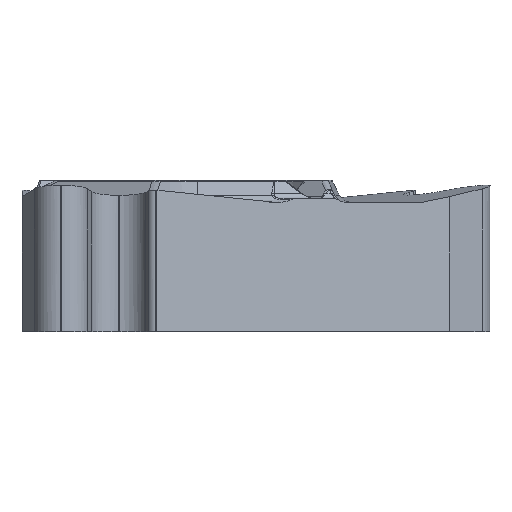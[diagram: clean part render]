
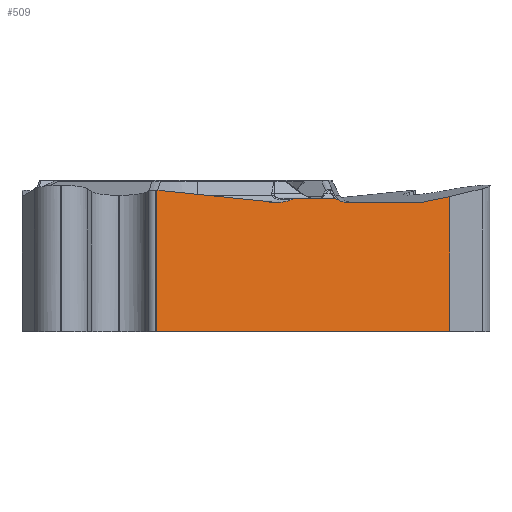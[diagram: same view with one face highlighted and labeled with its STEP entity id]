
A CAD part, front view. The second image highlights one B-rep face of the part: STEP entity #509.
In plain terms, the highlighted planar face has unit normal (0.5, -0.866, 0).
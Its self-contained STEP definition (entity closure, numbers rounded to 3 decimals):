
#220=FACE_OUTER_BOUND('',#1214,.T.);
#439=ELLIPSE('',#3684,0.377,0.32);
#440=ELLIPSE('',#3685,0.177,0.15);
#441=ELLIPSE('',#3686,0.3,0.15);
#442=ELLIPSE('',#3687,0.64,0.32);
#509=ADVANCED_FACE('',(#220),#731,.F.);
#731=PLANE('',#3688);
#785=LINE('',#5237,#992);
#808=LINE('',#5321,#1015);
#809=LINE('',#5323,#1016);
#810=LINE('',#5327,#1017);
#811=LINE('',#5333,#1018);
#812=LINE('',#5345,#1019);
#813=LINE('',#5349,#1020);
#814=LINE('',#5351,#1021);
#815=LINE('',#5353,#1022);
#992=VECTOR('',#4025,1.);
#1015=VECTOR('',#4082,1.);
#1016=VECTOR('',#4083,1.);
#1017=VECTOR('',#4086,1.);
#1018=VECTOR('',#4091,1.);
#1019=VECTOR('',#4094,1.);
#1020=VECTOR('',#4097,1.);
#1021=VECTOR('',#4098,1.);
#1022=VECTOR('',#4099,1.);
#1214=EDGE_LOOP('',(#1491,#1492,#1493,#1494,#1495,#1496,#1497,#1498,#1499,
#1500,#1501,#1502,#1503,#1504,#1505));
#1491=ORIENTED_EDGE('',*,*,#2843,.T.);
#1492=ORIENTED_EDGE('',*,*,#2882,.F.);
#1493=ORIENTED_EDGE('',*,*,#2883,.F.);
#1494=ORIENTED_EDGE('',*,*,#2884,.T.);
#1495=ORIENTED_EDGE('',*,*,#2885,.T.);
#1496=ORIENTED_EDGE('',*,*,#2886,.T.);
#1497=ORIENTED_EDGE('',*,*,#2887,.F.);
#1498=ORIENTED_EDGE('',*,*,#2888,.F.);
#1499=ORIENTED_EDGE('',*,*,#2889,.F.);
#1500=ORIENTED_EDGE('',*,*,#2890,.F.);
#1501=ORIENTED_EDGE('',*,*,#2891,.T.);
#1502=ORIENTED_EDGE('',*,*,#2892,.T.);
#1503=ORIENTED_EDGE('',*,*,#2893,.F.);
#1504=ORIENTED_EDGE('',*,*,#2894,.F.);
#1505=ORIENTED_EDGE('',*,*,#2895,.F.);
#2523=VERTEX_POINT('',#5236);
#2524=VERTEX_POINT('',#5238);
#2561=VERTEX_POINT('',#5322);
#2562=VERTEX_POINT('',#5324);
#2563=VERTEX_POINT('',#5326);
#2564=VERTEX_POINT('',#5328);
#2565=VERTEX_POINT('',#5330);
#2566=VERTEX_POINT('',#5332);
#2567=VERTEX_POINT('',#5334);
#2568=VERTEX_POINT('',#5336);
#2569=VERTEX_POINT('',#5344);
#2570=VERTEX_POINT('',#5346);
#2571=VERTEX_POINT('',#5348);
#2572=VERTEX_POINT('',#5350);
#2573=VERTEX_POINT('',#5352);
#2843=EDGE_CURVE('',#2524,#2523,#785,.T.);
#2882=EDGE_CURVE('',#2561,#2523,#808,.T.);
#2883=EDGE_CURVE('',#2562,#2561,#809,.T.);
#2884=EDGE_CURVE('',#2562,#2563,#3384,.T.);
#2885=EDGE_CURVE('',#2563,#2564,#810,.T.);
#2886=EDGE_CURVE('',#2564,#2565,#439,.T.);
#2887=EDGE_CURVE('',#2566,#2565,#440,.T.);
#2888=EDGE_CURVE('',#2567,#2566,#811,.T.);
#2889=EDGE_CURVE('',#2568,#2567,#441,.T.);
#2890=EDGE_CURVE('',#2569,#2568,#3510,.T.);
#2891=EDGE_CURVE('',#2569,#2570,#812,.T.);
#2892=EDGE_CURVE('',#2570,#2571,#442,.T.);
#2893=EDGE_CURVE('',#2572,#2571,#813,.T.);
#2894=EDGE_CURVE('',#2573,#2572,#814,.T.);
#2895=EDGE_CURVE('',#2524,#2573,#815,.T.);
#3384=CIRCLE('',#3683,0.32);
#3510=B_SPLINE_CURVE_WITH_KNOTS('',3,(#5337,#5338,#5339,#5340,#5341,#5342,
#5343),.UNSPECIFIED.,.F.,.F.,(4,3,4),(0.,0.497,1.),
 .UNSPECIFIED.);
#3683=AXIS2_PLACEMENT_3D('',#5325,#4084,#4085);
#3684=AXIS2_PLACEMENT_3D('',#5329,#4087,#4088);
#3685=AXIS2_PLACEMENT_3D('',#5331,#4089,#4090);
#3686=AXIS2_PLACEMENT_3D('',#5335,#4092,#4093);
#3687=AXIS2_PLACEMENT_3D('',#5347,#4095,#4096);
#3688=AXIS2_PLACEMENT_3D('',#5354,#4100,#4101);
#4025=DIRECTION('',(0.866,0.5,0.));
#4082=DIRECTION('',(0.,0.,-1.));
#4083=DIRECTION('',(0.853,0.492,0.174));
#4084=DIRECTION('',(-0.5,0.866,0.));
#4085=DIRECTION('',(-0.866,-0.5,0.));
#4086=DIRECTION('',(-0.866,-0.5,0.));
#4087=DIRECTION('',(-0.5,0.866,0.));
#4088=DIRECTION('',(-0.866,-0.5,0.));
#4089=DIRECTION('',(-0.5,0.866,0.));
#4090=DIRECTION('',(-0.866,-0.5,0.));
#4091=DIRECTION('',(0.866,0.5,0.));
#4092=DIRECTION('',(-0.5,0.866,0.));
#4093=DIRECTION('',(0.866,0.5,0.));
#4094=DIRECTION('',(-0.866,-0.5,0.));
#4095=DIRECTION('',(-0.5,0.866,0.));
#4096=DIRECTION('',(-0.866,-0.5,0.));
#4097=DIRECTION('',(0.863,0.498,-0.088));
#4098=DIRECTION('',(0.,0.,1.));
#4099=DIRECTION('',(-0.863,-0.498,0.088));
#4100=DIRECTION('',(-0.5,0.866,0.));
#4101=DIRECTION('',(-0.866,-0.5,0.));
#5236=CARTESIAN_POINT('',(6.842,-1.549,-3.97));
#5237=CARTESIAN_POINT('',(8.733,-0.457,-3.97));
#5238=CARTESIAN_POINT('',(-1.012,-6.084,-3.97));
#5321=CARTESIAN_POINT('',(6.842,-1.549,0.));
#5322=CARTESIAN_POINT('',(6.842,-1.549,-0.308));
#5323=CARTESIAN_POINT('',(-3.599,-7.577,-2.434));
#5324=CARTESIAN_POINT('',(6.121,-1.965,-0.455));
#5325=CARTESIAN_POINT('',(6.073,-1.993,-0.14));
#5326=CARTESIAN_POINT('',(6.073,-1.993,-0.46));
#5327=CARTESIAN_POINT('',(-3.971,-7.792,-0.46));
#5328=CARTESIAN_POINT('',(4.005,-3.187,-0.46));
#5329=CARTESIAN_POINT('',(4.005,-3.187,-0.14));
#5330=CARTESIAN_POINT('',(3.813,-3.298,-0.399));
#5331=CARTESIAN_POINT('',(3.723,-3.35,-0.52));
#5332=CARTESIAN_POINT('',(3.723,-3.35,-0.37));
#5333=CARTESIAN_POINT('',(-3.971,-7.792,-0.37));
#5334=CARTESIAN_POINT('',(2.693,-3.945,-0.37));
#5335=CARTESIAN_POINT('',(2.693,-3.945,-0.52));
#5336=CARTESIAN_POINT('',(2.538,-4.034,-0.4));
#5337=CARTESIAN_POINT('',(2.222,-4.216,-0.46));
#5338=CARTESIAN_POINT('',(2.275,-4.186,-0.46));
#5339=CARTESIAN_POINT('',(2.329,-4.155,-0.455));
#5340=CARTESIAN_POINT('',(2.381,-4.124,-0.446));
#5341=CARTESIAN_POINT('',(2.435,-4.094,-0.436));
#5342=CARTESIAN_POINT('',(2.487,-4.063,-0.421));
#5343=CARTESIAN_POINT('',(2.538,-4.034,-0.4));
#5344=CARTESIAN_POINT('',(2.222,-4.216,-0.46));
#5345=CARTESIAN_POINT('',(8.733,-0.457,-0.46));
#5346=CARTESIAN_POINT('',(2.141,-4.263,-0.46));
#5347=CARTESIAN_POINT('',(2.141,-4.263,-0.14));
#5348=CARTESIAN_POINT('',(2.045,-4.319,-0.455));
#5349=CARTESIAN_POINT('',(8.647,-0.507,-1.127));
#5350=CARTESIAN_POINT('',(-1.1,-6.134,-0.135));
#5351=CARTESIAN_POINT('',(-1.1,-6.134,0.));
#5352=CARTESIAN_POINT('',(-1.1,-6.134,-3.961));
#5353=CARTESIAN_POINT('',(8.358,-0.674,-4.924));
#5354=CARTESIAN_POINT('',(8.733,-0.457,0.));
